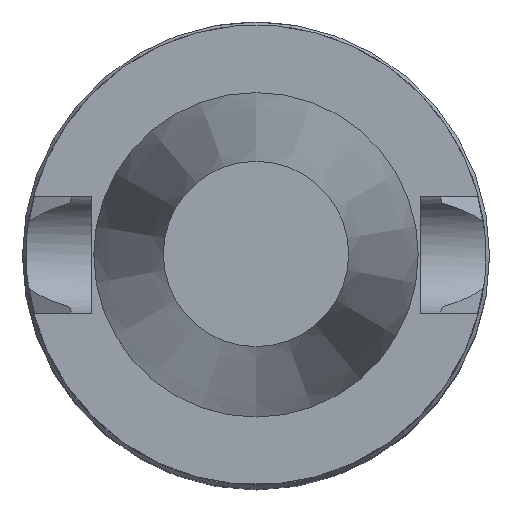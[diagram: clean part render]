
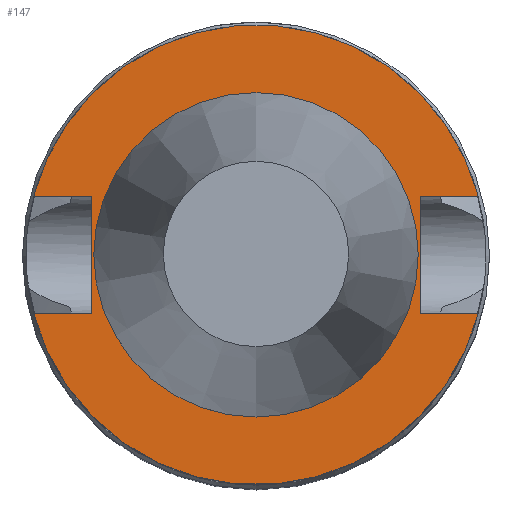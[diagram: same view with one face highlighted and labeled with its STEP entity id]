
A CAD part, top view. The second image highlights one B-rep face of the part: STEP entity #147.
In plain terms, the highlighted planar face has unit normal (0, 0, 1).
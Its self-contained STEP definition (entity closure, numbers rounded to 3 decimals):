
#126=EDGE_CURVE('240[2]',#364,#365,#366,.T.);
#142=EDGE_CURVE('240[2]',#387,#388,#389,.T.);
#147=ADVANCED_FACE('240[2]',(#396,#397),#398,.T.);
#153=EDGE_CURVE('240[2]',#406,#364,#407,.T.);
#164=EDGE_CURVE('240[2]',#423,#424,#425,.T.);
#226=EDGE_CURVE('240[2]',#456,#387,#514,.T.);
#241=EDGE_CURVE('240[2]',#423,#456,#533,.T.);
#259=EDGE_CURVE('240[2]',#406,#388,#558,.T.);
#276=EDGE_CURVE('240[2]',#578,#578,#579,.T.);
#278=EDGE_CURVE('240[2]',#365,#424,#581,.T.);
#364=VERTEX_POINT('',#690);
#365=VERTEX_POINT('',#691);
#366=LINE('',#692,#693);
#387=VERTEX_POINT('',#720);
#388=VERTEX_POINT('',#721);
#389=LINE('',#722,#723);
#396=FACE_OUTER_BOUND('',#749,.T.);
#397=FACE_BOUND('',#750,.T.);
#398=PLANE('',#751);
#406=VERTEX_POINT('',#764);
#407=LINE('',#765,#766);
#423=VERTEX_POINT('',#788);
#424=VERTEX_POINT('',#789);
#425=CIRCLE('',#790,31.5);
#456=VERTEX_POINT('',#831);
#514=LINE('',#945,#946);
#533=LINE('',#971,#972);
#558=CIRCLE('',#1088,31.5);
#578=VERTEX_POINT('',#1189);
#579=CIRCLE('',#1190,22.225);
#581=LINE('',#1193,#1194);
#690=CARTESIAN_POINT('',(22.5,-8.05,-1.));
#691=CARTESIAN_POINT('',(22.5,8.05,-1.));
#692=CARTESIAN_POINT('',(22.5,13.431,-1.));
#693=VECTOR('',#1352,1.0);
#720=CARTESIAN_POINT('',(-22.5,-8.05,-1.));
#721=CARTESIAN_POINT('',(-30.454,-8.05,-1.0));
#722=CARTESIAN_POINT('',(-11.25,-8.05,-1.));
#723=VECTOR('',#1377,1.0);
#749=EDGE_LOOP('',(#1379,#1380,#1381,#1382,#1383,#1384,#1385,#1386));
#750=EDGE_LOOP('',(#1387));
#751=AXIS2_PLACEMENT_3D('',#1388,#1389,#1390);
#764=CARTESIAN_POINT('',(30.454,-8.05,-1.));
#765=CARTESIAN_POINT('',(11.25,-8.05,-1.0));
#766=VECTOR('',#1393,1.0);
#788=CARTESIAN_POINT('',(-30.454,8.05,-1.0));
#789=CARTESIAN_POINT('',(30.454,8.05,-1.));
#790=AXIS2_PLACEMENT_3D('',#1409,#1410,#1411);
#831=CARTESIAN_POINT('',(-22.5,8.05,-1.));
#945=CARTESIAN_POINT('',(-22.5,13.431,-1.));
#946=VECTOR('',#1515,1.0);
#971=CARTESIAN_POINT('',(-11.25,8.05,-1.));
#972=VECTOR('',#1546,1.0);
#1088=AXIS2_PLACEMENT_3D('',#1570,#1571,#1572);
#1189=CARTESIAN_POINT('',(0.,22.225,-1.));
#1190=AXIS2_PLACEMENT_3D('',#1606,#1607,#1608);
#1193=CARTESIAN_POINT('',(11.25,8.05,-1.));
#1194=VECTOR('',#1609,1.0);
#1352=DIRECTION('',(0.,1.0,0.));
#1377=DIRECTION('',(-1.0,0.,0.));
#1379=ORIENTED_EDGE('',*,*,#142,.T.);
#1380=ORIENTED_EDGE('',*,*,#259,.F.);
#1381=ORIENTED_EDGE('',*,*,#153,.T.);
#1382=ORIENTED_EDGE('',*,*,#126,.T.);
#1383=ORIENTED_EDGE('',*,*,#278,.T.);
#1384=ORIENTED_EDGE('',*,*,#164,.F.);
#1385=ORIENTED_EDGE('',*,*,#241,.T.);
#1386=ORIENTED_EDGE('',*,*,#226,.T.);
#1387=ORIENTED_EDGE('',*,*,#276,.T.);
#1388=CARTESIAN_POINT('',(0.,26.863,-1.));
#1389=DIRECTION('',(0.,0.,1.0));
#1390=DIRECTION('',(1.0,0.,0.0));
#1393=DIRECTION('',(-1.0,0.,0.));
#1409=CARTESIAN_POINT('',(0.,0.,-1.0));
#1410=DIRECTION('',(0.,0.,-1.0));
#1411=DIRECTION('',(0.,1.0,0.));
#1515=DIRECTION('',(0.,-1.0,0.));
#1546=DIRECTION('',(1.0,0.,0.));
#1570=CARTESIAN_POINT('',(0.,0.,-1.0));
#1571=DIRECTION('',(0.,0.,-1.0));
#1572=DIRECTION('',(0.,1.0,0.));
#1606=CARTESIAN_POINT('',(0.,0.,-1.0));
#1607=DIRECTION('',(0.,0.,-1.0));
#1608=DIRECTION('',(0.,1.0,0.));
#1609=DIRECTION('',(1.0,0.,0.));
